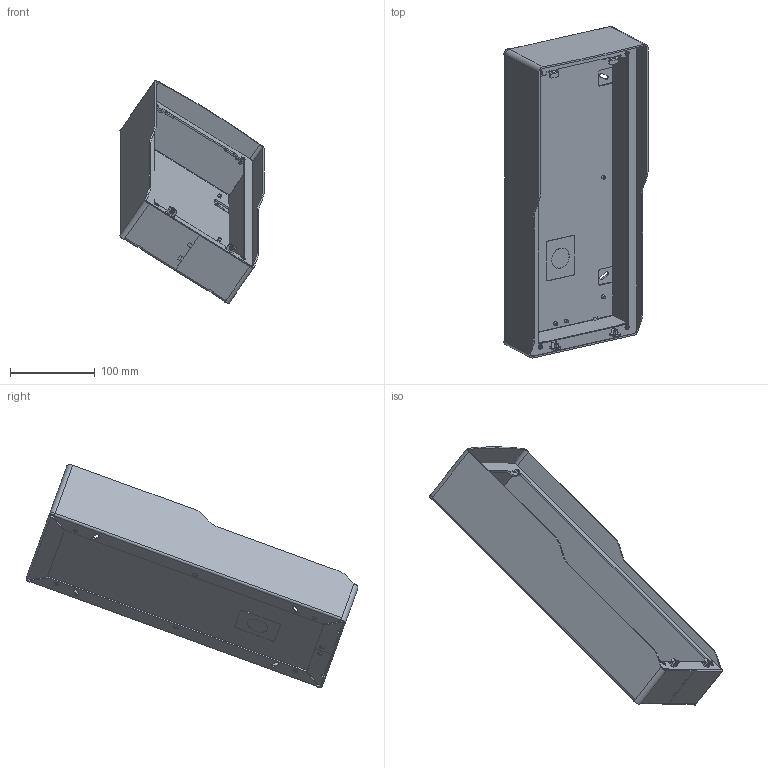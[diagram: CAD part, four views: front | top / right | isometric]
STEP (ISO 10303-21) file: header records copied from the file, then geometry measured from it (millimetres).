
FILE_DESCRIPTION(('CATIA V5 STEP Exchange'),'2;1');
FILE_NAME('VI-BOX6.stp','2024-03-21T09:21:13+00:00',('none'),('none'),'CATIA Version 5-6 Release 2016 SP6','CATIA V5 STEP AP203','none');
FILE_SCHEMA(('CONFIG_CONTROL_DESIGN'));
Length unit declared in the file: millimetre
Products named in the file (1): VI-BOX6
Assembly tree (2 placements, depth 2):
  VI-BOX6
    #57
    #101
Bounding box: 170.29 x 391.86 x 263.03 mm (x, y, z)
Volume: 333857.5 mm3; surface area: 349076.9 mm2
Topology: 17 solids, 17 shells, 728 faces, 1874 edges, 1214 vertices
Faces by surface type: plane 361, cylinder 291, cone 24, torus 24, sphere 24, extrusion 4
Entity records: 20331 total; most frequent: ORIENTED_EDGE 3744, CARTESIAN_POINT 3574, DIRECTION 2758, EDGE_CURVE 1872, VERTEX_POINT 1210, VECTOR 1162, LINE 1158, AXIS2_PLACEMENT_3D 1154
